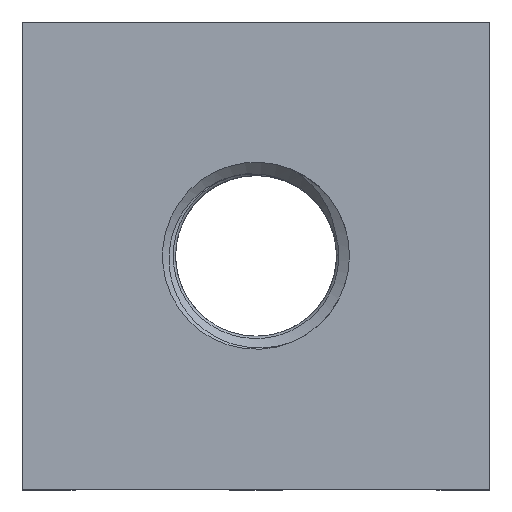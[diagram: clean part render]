
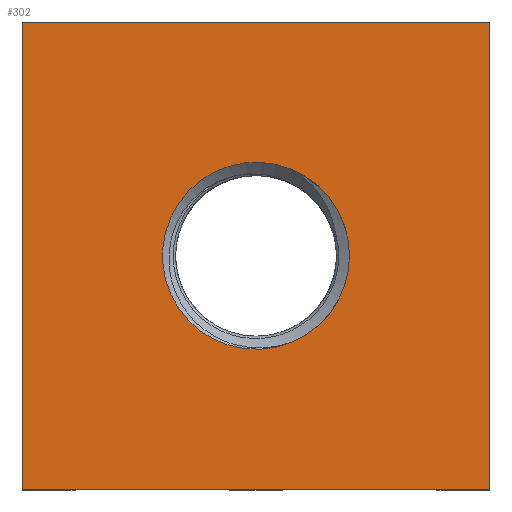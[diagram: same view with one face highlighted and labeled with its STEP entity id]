
A CAD part, top view. The second image highlights one B-rep face of the part: STEP entity #302.
In plain terms, the highlighted planar face has unit normal (0, 0, 1).
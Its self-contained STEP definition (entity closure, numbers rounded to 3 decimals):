
#302 = ADVANCED_FACE( '', ( #644, #645 ), #646, .T. );
#644 = FACE_BOUND( '', #1695, .T. );
#645 = FACE_OUTER_BOUND( '', #1696, .T. );
#646 = PLANE( '', #1697 );
#1695 = EDGE_LOOP( '', ( #3151, #3152 ) );
#1696 = EDGE_LOOP( '', ( #3153, #3154, #3155, #3156 ) );
#1697 = AXIS2_PLACEMENT_3D( '', #3157, #3158, #3159 );
#3151 = ORIENTED_EDGE( '', *, *, #3954, .T. );
#3152 = ORIENTED_EDGE( '', *, *, #3955, .T. );
#3153 = ORIENTED_EDGE( '', *, *, #3691, .T. );
#3154 = ORIENTED_EDGE( '', *, *, #3956, .T. );
#3155 = ORIENTED_EDGE( '', *, *, #3792, .T. );
#3156 = ORIENTED_EDGE( '', *, *, #3957, .T. );
#3157 = CARTESIAN_POINT( '', ( 0., 0., 3. ) );
#3158 = DIRECTION( '', ( 0., 0., 1. ) );
#3159 = DIRECTION( '', ( 1., 0., 0. ) );
#3691 = EDGE_CURVE( '', #4181, #4179, #4182, .T. );
#3792 = EDGE_CURVE( '', #4345, #4343, #4346, .T. );
#3954 = EDGE_CURVE( '', #4285, #4576, #4577, .T. );
#3955 = EDGE_CURVE( '', #4576, #4285, #4578, .F. );
#3956 = EDGE_CURVE( '', #4179, #4345, #4579, .T. );
#3957 = EDGE_CURVE( '', #4343, #4181, #4580, .T. );
#4179 = VERTEX_POINT( '', #4872 );
#4181 = VERTEX_POINT( '', #4875 );
#4182 = LINE( '', #4876, #4877 );
#4285 = VERTEX_POINT( '', #5030 );
#4343 = VERTEX_POINT( '', #5260 );
#4345 = VERTEX_POINT( '', #5263 );
#4346 = LINE( '', #5264, #5265 );
#4576 = VERTEX_POINT( '', #5676 );
#4577 = CIRCLE( '', #5677, 2. );
#4578 = CIRCLE( '', #5678, 2. );
#4579 = LINE( '', #5679, #5680 );
#4580 = LINE( '', #5681, #5682 );
#4872 = CARTESIAN_POINT( '', ( -5., -5., 3. ) );
#4875 = CARTESIAN_POINT( '', ( -5., 5., 3. ) );
#4876 = CARTESIAN_POINT( '', ( -5., 5., 3. ) );
#4877 = VECTOR( '', #6097, 1000. );
#5030 = CARTESIAN_POINT( '', ( 0.761, -1.85, 3. ) );
#5260 = CARTESIAN_POINT( '', ( 5., 5., 3. ) );
#5263 = CARTESIAN_POINT( '', ( 5., -5., 3. ) );
#5264 = CARTESIAN_POINT( '', ( 5., -5., 3. ) );
#5265 = VECTOR( '', #6173, 1000. );
#5676 = CARTESIAN_POINT( '', ( 0.761, 1.85, 3. ) );
#5677 = AXIS2_PLACEMENT_3D( '', #6286, #6287, #6288 );
#5678 = AXIS2_PLACEMENT_3D( '', #6289, #6290, #6291 );
#5679 = CARTESIAN_POINT( '', ( -5., -5., 3. ) );
#5680 = VECTOR( '', #6292, 1000. );
#5681 = CARTESIAN_POINT( '', ( 5., 5., 3. ) );
#5682 = VECTOR( '', #6293, 1000. );
#6097 = DIRECTION( '', ( 0., -1., 0. ) );
#6173 = DIRECTION( '', ( 0., 1., 0. ) );
#6286 = CARTESIAN_POINT( '', ( 0., 0., 3. ) );
#6287 = DIRECTION( '', ( 0., 0., -1. ) );
#6288 = DIRECTION( '', ( -1., 0., 0. ) );
#6289 = CARTESIAN_POINT( '', ( 0., 0., 3. ) );
#6290 = DIRECTION( '', ( 0., 0., 1. ) );
#6291 = DIRECTION( '', ( 1., 0., 0. ) );
#6292 = DIRECTION( '', ( 1., 0., 0. ) );
#6293 = DIRECTION( '', ( -1., 0., 0. ) );
